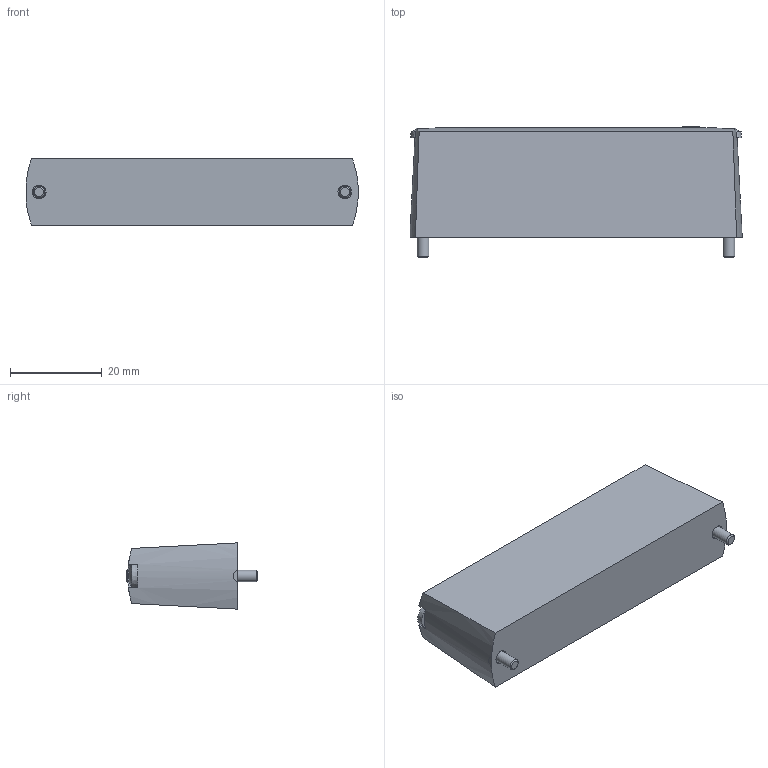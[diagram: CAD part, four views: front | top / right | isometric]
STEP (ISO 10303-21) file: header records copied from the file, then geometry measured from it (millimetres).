
FILE_DESCRIPTION(/* description */ ('STEP AP214'),/* implementation_level */ '2;1');
FILE_NAME(/* name */ '569989_VABB-L1-14',/* time_stamp */ '2024-09-10T10:49:56+02:00',/* author */ ('License CC BY-ND 4.0'),/* organization */ ('CADENAS'),/* preprocessor_version */ 'ST-DEVELOPER v19.3',/* originating_system */ 'PARTsolutions',/* authorisation */ ' ');
FILE_SCHEMA (('AUTOMOTIVE_DESIGN {1 0 10303 214 3 1 1}'));
Length unit declared in the file: millimetre
Products named in the file (3): 569989 VABB-L1-14; 1180848 VABB---(P); 740160 F-M2.5X26-10.9
Assembly tree (3 placements, depth 2):
  569989 VABB-L1-14
    1180848 VABB---(P)
    740160 F-M2.5X26-10.9  x2
Bounding box: 72.2 x 28.45 x 14.4 mm (x, y, z)
Volume: 21737.3 mm3; surface area: 6627.1 mm2
Topology: 3 solids, 3 shells, 63 faces, 146 edges, 92 vertices
Faces by surface type: plane 40, cylinder 11, cone 6, sphere 4, torus 2
Full cylindrical faces by diameter (mm): 2.2 x2, 2.5 x2, 3 x2
Entity records: 1288 total; most frequent: CARTESIAN_POINT 244, DIRECTION 215, ORIENTED_EDGE 182, EDGE_CURVE 91, AXIS2_PLACEMENT_3D 88, VERTEX_POINT 63, EDGE_LOOP 56, FACE_BOUND 56
